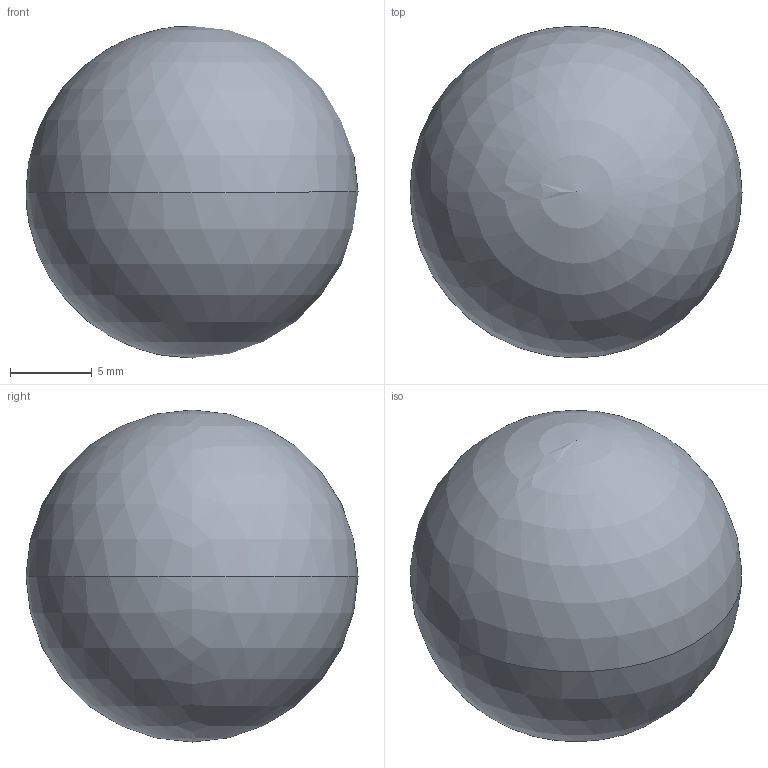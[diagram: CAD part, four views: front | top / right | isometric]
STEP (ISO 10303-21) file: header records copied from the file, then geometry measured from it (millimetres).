
FILE_DESCRIPTION (( 'STEP AP203' ), '1' );
FILE_NAME ('original_esp32_module_antenna.STEP', '2025-12-05T00:48:37', ( '' ), ( '' ), 'SwSTEP 2.0', 'SolidWorks 2025', '' );
FILE_SCHEMA (( 'CONFIG_CONTROL_DESIGN' ));
Length unit declared in the file: millimetre
Products named in the file (1): original_esp32_module_antenna
Bounding box: 20.26 x 20.26 x 20.26 mm (x, y, z)
Volume: 4352.7 mm3; surface area: 1338.3 mm2
Topology: 2 solids, 2 shells, 34 faces, 97 edges, 65 vertices
Faces by surface type: plane 30, cylinder 2, sphere 2
Entity records: 1133 total; most frequent: CARTESIAN_POINT 189, ORIENTED_EDGE 184, DIRECTION 168, EDGE_CURVE 92, LINE 86, VECTOR 86, VERTEX_POINT 62, AXIS2_PLACEMENT_3D 41
